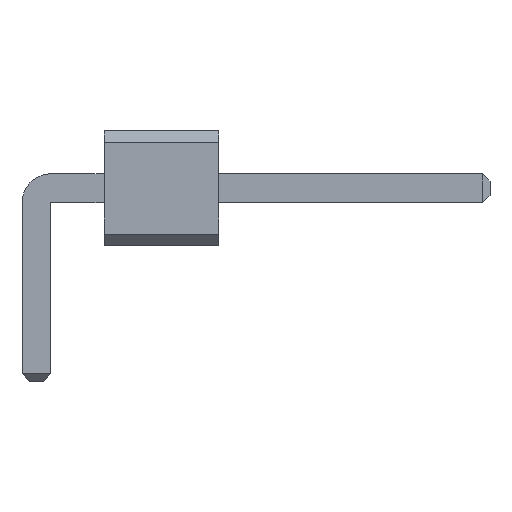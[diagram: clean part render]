
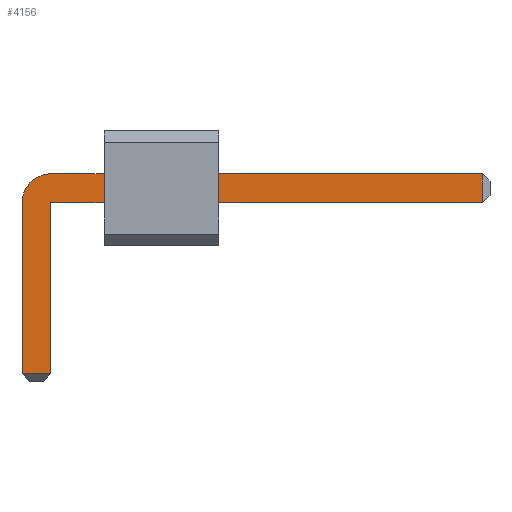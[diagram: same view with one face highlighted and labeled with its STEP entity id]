
A CAD part, front view. The second image highlights one B-rep face of the part: STEP entity #4156.
In plain terms, the highlighted planar face has unit normal (0, -1, 0).
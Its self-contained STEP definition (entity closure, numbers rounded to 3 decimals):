
#13=DIRECTION('',(0.,0.,1.));
#1867=VECTOR('',#13,1.);
#3956=VECTOR('',#3957,1.);
#3957=DIRECTION('',(1.,0.,0.));
#3963=VECTOR('',#3964,1.);
#3964=DIRECTION('',(0.,0.,-1.));
#3971=VECTOR('',#3972,1.);
#3972=DIRECTION('',(-1.,0.,0.));
#3993=DIRECTION('',(-0.,1.,0.));
#3997=DIRECTION('',(0.,1.,0.));
#3998=DIRECTION('',(1.,0.,0.));
#4005=VERTEX_POINT('',#4006);
#4006=CARTESIAN_POINT('',(0.32,-79.06,1.59));
#4008=ORIENTED_EDGE('',*,*,#4009,.T.);
#4009=EDGE_CURVE('',#4005,#4010,#4012,.T.);
#4010=VERTEX_POINT('',#4011);
#4011=CARTESIAN_POINT('',(9.88,-79.06,1.59));
#4012=LINE('',#4013,#3956);
#4013=CARTESIAN_POINT('',(-0.32,-79.06,1.59));
#4051=EDGE_CURVE('',#4052,#4005,#4054,.T.);
#4052=VERTEX_POINT('',#4053);
#4053=CARTESIAN_POINT('',(-0.32,-79.06,0.95));
#4054=CIRCLE('',#4055,0.64);
#4055=AXIS2_PLACEMENT_3D('',#4056,#3993,#3964);
#4056=CARTESIAN_POINT('',(0.32,-79.06,0.95));
#4068=VERTEX_POINT('',#4069);
#4069=CARTESIAN_POINT('',(9.88,-79.06,0.95));
#4071=ORIENTED_EDGE('',*,*,#4072,.T.);
#4072=EDGE_CURVE('',#4068,#4073,#4074,.T.);
#4073=VERTEX_POINT('',#4056);
#4074=LINE('',#4075,#3971);
#4075=CARTESIAN_POINT('',(10.04,-79.06,0.95));
#4087=VERTEX_POINT('',#4088);
#4088=CARTESIAN_POINT('',(-0.32,-79.06,-2.84));
#4090=ORIENTED_EDGE('',*,*,#4091,.T.);
#4091=EDGE_CURVE('',#4087,#4052,#4092,.T.);
#4092=LINE('',#4093,#1867);
#4093=CARTESIAN_POINT('',(-0.32,-79.06,-3.));
#4101=ORIENTED_EDGE('',*,*,#4102,.T.);
#4102=EDGE_CURVE('',#4073,#4103,#4105,.T.);
#4103=VERTEX_POINT('',#4104);
#4104=CARTESIAN_POINT('',(0.32,-79.06,-2.84));
#4105=LINE('',#4056,#3963);
#4156=ADVANCED_FACE('',(#4157),#4166,.F.);
#4157=FACE_BOUND('',#4158,.F.);
#4158=EDGE_LOOP('',(#4008,#4159,#4071,#4101,#4162,#4090,#4165));
#4159=ORIENTED_EDGE('',*,*,#4160,.T.);
#4160=EDGE_CURVE('',#4010,#4068,#4161,.T.);
#4161=LINE('',#4011,#3963);
#4162=ORIENTED_EDGE('',*,*,#4163,.T.);
#4163=EDGE_CURVE('',#4103,#4087,#4164,.T.);
#4164=LINE('',#4104,#3971);
#4165=ORIENTED_EDGE('',*,*,#4051,.T.);
#4166=PLANE('',#4167);
#4167=AXIS2_PLACEMENT_3D('',#4168,#3997,#3998);
#4168=CARTESIAN_POINT('',(3.576,-79.06,0.579));
